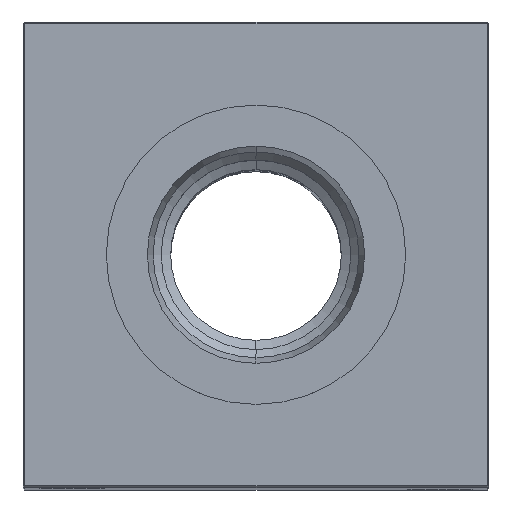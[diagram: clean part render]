
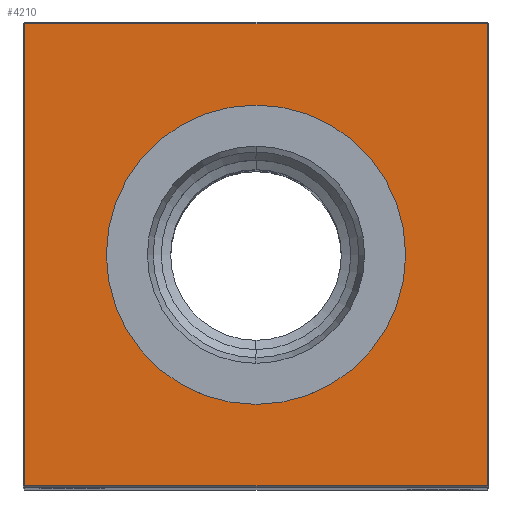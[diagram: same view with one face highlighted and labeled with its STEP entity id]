
A CAD part, top view. The second image highlights one B-rep face of the part: STEP entity #4210.
In plain terms, the highlighted planar face has unit normal (0, 0, 1).
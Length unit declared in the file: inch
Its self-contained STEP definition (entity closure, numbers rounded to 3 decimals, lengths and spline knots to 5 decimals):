
#476 = EDGE_CURVE ( 'NONE', #2164, #20171, #17574, .T. ) ;
#631 = ORIENTED_EDGE ( 'NONE', *, *, #9539, .T. ) ;
#646 = AXIS2_PLACEMENT_3D ( 'NONE', #12213, #5620, #1610 ) ;
#752 = EDGE_LOOP ( 'NONE', ( #18795, #631, #2309, #7421 ) ) ;
#1610 = DIRECTION ( 'NONE',  ( -1., 0., 0. ) ) ;
#2164 = VERTEX_POINT ( 'NONE', #22127 ) ;
#2309 = ORIENTED_EDGE ( 'NONE', *, *, #3083, .T. ) ;
#2853 = DIRECTION ( 'NONE',  ( -1., 0., 0. ) ) ;
#3083 = EDGE_CURVE ( 'NONE', #19956, #4426, #27711, .T. ) ;
#3435 = CARTESIAN_POINT ( 'NONE',  ( 0., 0., 9.25 ) ) ;
#3918 = EDGE_CURVE ( 'NONE', #8632, #25738, #23574, .T. ) ;
#4210 = ADVANCED_FACE ( 'NONE', ( #14037, #20919 ), #5424, .F. ) ;
#4276 = CARTESIAN_POINT ( 'NONE',  ( 0., -0.96457, 9.25 ) ) ;
#4426 = VERTEX_POINT ( 'NONE', #18301 ) ;
#5424 = PLANE ( 'NONE',  #17158 ) ;
#5620 = DIRECTION ( 'NONE',  ( 0., 0., -1. ) ) ;
#6684 = DIRECTION ( 'NONE',  ( 0., -1., 0. ) ) ;
#7421 = ORIENTED_EDGE ( 'NONE', *, *, #25301, .T. ) ;
#7750 = DIRECTION ( 'NONE',  ( -1., 0., 0. ) ) ;
#8632 = VERTEX_POINT ( 'NONE', #4276 ) ;
#9539 = EDGE_CURVE ( 'NONE', #20171, #19956, #19346, .T. ) ;
#10138 = EDGE_LOOP ( 'NONE', ( #17299, #20771 ) ) ;
#10599 = VECTOR ( 'NONE', #26198, 39.37008 ) ;
#10862 = CARTESIAN_POINT ( 'NONE',  ( 0., -1.49, 9.25 ) ) ;
#12213 = CARTESIAN_POINT ( 'NONE',  ( 0., 0., 9.25 ) ) ;
#12969 = CIRCLE ( 'NONE', #646, 0.96457 ) ;
#13763 = CARTESIAN_POINT ( 'NONE',  ( 0., 1.49, 9.25 ) ) ;
#13917 = VECTOR ( 'NONE', #18353, 39.37008 ) ;
#14037 = FACE_OUTER_BOUND ( 'NONE', #752, .T. ) ;
#14661 = CARTESIAN_POINT ( 'NONE',  ( 1.49, 0., 9.25 ) ) ;
#16539 = DIRECTION ( 'NONE',  ( 0., 1., 0. ) ) ;
#17158 = AXIS2_PLACEMENT_3D ( 'NONE', #3435, #23059, #2853 ) ;
#17299 = ORIENTED_EDGE ( 'NONE', *, *, #25103, .T. ) ;
#17574 = LINE ( 'NONE', #26325, #22196 ) ;
#18301 = CARTESIAN_POINT ( 'NONE',  ( 1.49, 1.49, 9.25 ) ) ;
#18353 = DIRECTION ( 'NONE',  ( -1., 0., 0. ) ) ;
#18360 = CARTESIAN_POINT ( 'NONE',  ( 1.49, -1.49, 9.25 ) ) ;
#18789 = CARTESIAN_POINT ( 'NONE',  ( 0., 0., 9.25 ) ) ;
#18795 = ORIENTED_EDGE ( 'NONE', *, *, #476, .T. ) ;
#19346 = LINE ( 'NONE', #10862, #10599 ) ;
#19956 = VERTEX_POINT ( 'NONE', #18360 ) ;
#20171 = VERTEX_POINT ( 'NONE', #22629 ) ;
#20771 = ORIENTED_EDGE ( 'NONE', *, *, #3918, .T. ) ;
#20919 = FACE_BOUND ( 'NONE', #10138, .T. ) ;
#22127 = CARTESIAN_POINT ( 'NONE',  ( -1.49, 1.49, 9.25 ) ) ;
#22196 = VECTOR ( 'NONE', #6684, 39.37008 ) ;
#22245 = CARTESIAN_POINT ( 'NONE',  ( 0., 0.96457, 9.25 ) ) ;
#22629 = CARTESIAN_POINT ( 'NONE',  ( -1.49, -1.49, 9.25 ) ) ;
#22808 = DIRECTION ( 'NONE',  ( 0., 0., -1. ) ) ;
#23059 = DIRECTION ( 'NONE',  ( 0., 0., -1. ) ) ;
#23574 = CIRCLE ( 'NONE', #24497, 0.96457 ) ;
#23986 = VECTOR ( 'NONE', #16539, 39.37008 ) ;
#24497 = AXIS2_PLACEMENT_3D ( 'NONE', #18789, #22808, #7750 ) ;
#25103 = EDGE_CURVE ( 'NONE', #25738, #8632, #12969, .T. ) ;
#25301 = EDGE_CURVE ( 'NONE', #4426, #2164, #26802, .T. ) ;
#25738 = VERTEX_POINT ( 'NONE', #22245 ) ;
#26198 = DIRECTION ( 'NONE',  ( 1., 0., 0. ) ) ;
#26325 = CARTESIAN_POINT ( 'NONE',  ( -1.49, 0., 9.25 ) ) ;
#26802 = LINE ( 'NONE', #13763, #13917 ) ;
#27711 = LINE ( 'NONE', #14661, #23986 ) ;
